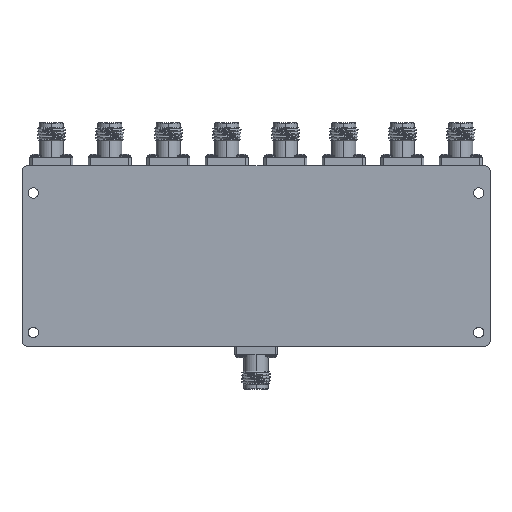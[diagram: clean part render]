
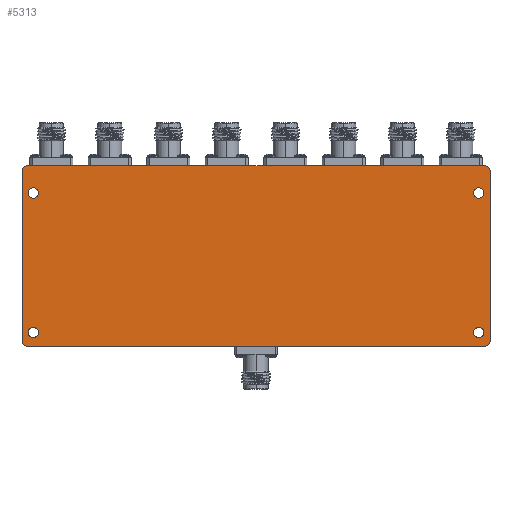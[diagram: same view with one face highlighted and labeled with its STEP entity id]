
A CAD part, front view. The second image highlights one B-rep face of the part: STEP entity #5313.
In plain terms, the highlighted planar face has unit normal (0, -1, 0).
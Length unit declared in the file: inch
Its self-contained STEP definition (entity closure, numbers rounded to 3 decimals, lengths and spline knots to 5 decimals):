
#1118 = CIRCLE ( 'NONE', #40939, 0.04528 ) ;
#1534 = AXIS2_PLACEMENT_3D ( 'NONE', #51686, #6747, #46770 ) ;
#1817 = CARTESIAN_POINT ( 'NONE',  ( -1.94882, -0.19685, -0.66929 ) ) ;
#1882 = EDGE_LOOP ( 'NONE', ( #49170, #36860 ) ) ;
#2605 = CARTESIAN_POINT ( 'NONE',  ( -2.04724, -0.19685, -0.74803 ) ) ;
#2665 = CARTESIAN_POINT ( 'NONE',  ( 1.94882, -0.19685, 0.50591 ) ) ;
#2727 = CARTESIAN_POINT ( 'NONE',  ( 2.04724, -0.19685, 0.74803 ) ) ;
#3303 = DIRECTION ( 'NONE',  ( 0., -1., 0. ) ) ;
#3524 = CARTESIAN_POINT ( 'NONE',  ( 1.94882, -0.19685, -0.66929 ) ) ;
#4268 = CARTESIAN_POINT ( 'NONE',  ( 1.94882, -0.19685, -0.62402 ) ) ;
#4309 = AXIS2_PLACEMENT_3D ( 'NONE', #9305, #43434, #18177 ) ;
#4318 = EDGE_CURVE ( 'NONE', #55570, #59302, #35424, .T. ) ;
#5147 = DIRECTION ( 'NONE',  ( 0., 1., 0. ) ) ;
#5313 = ADVANCED_FACE ( 'NONE', ( #58094, #7895, #13792, #64006, #34132 ), #28263, .T. ) ;
#5340 = DIRECTION ( 'NONE',  ( 0., 0., 1. ) ) ;
#5452 = VECTOR ( 'NONE', #60884, 39.37008 ) ;
#6420 = AXIS2_PLACEMENT_3D ( 'NONE', #49000, #49958, #5340 ) ;
#6715 = ORIENTED_EDGE ( 'NONE', *, *, #60940, .F. ) ;
#6747 = DIRECTION ( 'NONE',  ( 0., 1., 0. ) ) ;
#7301 = DIRECTION ( 'NONE',  ( 0., 0., 1. ) ) ;
#7677 = EDGE_LOOP ( 'NONE', ( #61303, #19274, #45110, #58634, #62802, #63953, #30618, #6715 ) ) ;
#7895 = FACE_BOUND ( 'NONE', #16207, .T. ) ;
#8175 = VERTEX_POINT ( 'NONE', #56997 ) ;
#8800 = CIRCLE ( 'NONE', #35041, 0.03937 ) ;
#8891 = ORIENTED_EDGE ( 'NONE', *, *, #25021, .T. ) ;
#9276 = EDGE_CURVE ( 'NONE', #24908, #11831, #40835, .T. ) ;
#9305 = CARTESIAN_POINT ( 'NONE',  ( 1.94882, -0.19685, 0.55118 ) ) ;
#10790 = EDGE_CURVE ( 'NONE', #57124, #40836, #61837, .T. ) ;
#11241 = DIRECTION ( 'NONE',  ( 0., 1., 0. ) ) ;
#11831 = VERTEX_POINT ( 'NONE', #2665 ) ;
#11881 = CARTESIAN_POINT ( 'NONE',  ( -2.00787, -0.19685, -0.74803 ) ) ;
#12737 = VERTEX_POINT ( 'NONE', #58929 ) ;
#12973 = CIRCLE ( 'NONE', #20339, 0.04528 ) ;
#13017 = EDGE_CURVE ( 'NONE', #11831, #24908, #32617, .T. ) ;
#13367 = DIRECTION ( 'NONE',  ( 0., 1., 0. ) ) ;
#13429 = DIRECTION ( 'NONE',  ( 0., 1., 0. ) ) ;
#13792 = FACE_OUTER_BOUND ( 'NONE', #7677, .T. ) ;
#14467 = ORIENTED_EDGE ( 'NONE', *, *, #62694, .T. ) ;
#15183 = CIRCLE ( 'NONE', #1534, 0.03937 ) ;
#15818 = ORIENTED_EDGE ( 'NONE', *, *, #40549, .T. ) ;
#16207 = EDGE_LOOP ( 'NONE', ( #64435, #15818 ) ) ;
#16498 = DIRECTION ( 'NONE',  ( 0., 0., 1. ) ) ;
#17067 = VERTEX_POINT ( 'NONE', #32170 ) ;
#17074 = CARTESIAN_POINT ( 'NONE',  ( -2.00787, -0.19685, 0.7874 ) ) ;
#17244 = DIRECTION ( 'NONE',  ( 0., 0., 1. ) ) ;
#17596 = EDGE_CURVE ( 'NONE', #8175, #55570, #36620, .T. ) ;
#17608 = AXIS2_PLACEMENT_3D ( 'NONE', #11881, #21746, #45694 ) ;
#17646 = DIRECTION ( 'NONE',  ( 0., 0., 1. ) ) ;
#17811 = DIRECTION ( 'NONE',  ( 0., 0., 1. ) ) ;
#17907 = VECTOR ( 'NONE', #30867, 39.37008 ) ;
#18177 = DIRECTION ( 'NONE',  ( 0., 0., 1. ) ) ;
#18360 = DIRECTION ( 'NONE',  ( 0., 0., 1. ) ) ;
#19274 = ORIENTED_EDGE ( 'NONE', *, *, #60695, .F. ) ;
#20339 = AXIS2_PLACEMENT_3D ( 'NONE', #49060, #45108, #40201 ) ;
#20679 = VERTEX_POINT ( 'NONE', #49066 ) ;
#21187 = DIRECTION ( 'NONE',  ( -1., 0., 0. ) ) ;
#21511 = DIRECTION ( 'NONE',  ( 0., 1., 0. ) ) ;
#21746 = DIRECTION ( 'NONE',  ( 0., 1., 0. ) ) ;
#21958 = CARTESIAN_POINT ( 'NONE',  ( -1.94882, -0.19685, -0.71457 ) ) ;
#24908 = VERTEX_POINT ( 'NONE', #38324 ) ;
#25021 = EDGE_CURVE ( 'NONE', #12737, #57399, #59500, .T. ) ;
#25620 = CARTESIAN_POINT ( 'NONE',  ( 2.00787, -0.19685, 0.7874 ) ) ;
#26113 = CARTESIAN_POINT ( 'NONE',  ( -2.00787, -0.19685, -0.7874 ) ) ;
#27537 = AXIS2_PLACEMENT_3D ( 'NONE', #3524, #13367, #17646 ) ;
#28263 = PLANE ( 'NONE',  #50109 ) ;
#28444 = EDGE_CURVE ( 'NONE', #17067, #49261, #15183, .T. ) ;
#29321 = CARTESIAN_POINT ( 'NONE',  ( -1.94882, -0.19685, -0.62402 ) ) ;
#30095 = CARTESIAN_POINT ( 'NONE',  ( 1.94882, -0.19685, -0.66929 ) ) ;
#30618 = ORIENTED_EDGE ( 'NONE', *, *, #39373, .F. ) ;
#30711 = EDGE_CURVE ( 'NONE', #52484, #8175, #8800, .T. ) ;
#30867 = DIRECTION ( 'NONE',  ( 1., 0., 0. ) ) ;
#31176 = AXIS2_PLACEMENT_3D ( 'NONE', #30095, #5147, #45169 ) ;
#31999 = LINE ( 'NONE', #52002, #5452 ) ;
#32170 = CARTESIAN_POINT ( 'NONE',  ( -2.04724, -0.19685, 0.74803 ) ) ;
#32617 = CIRCLE ( 'NONE', #4309, 0.04528 ) ;
#33545 = AXIS2_PLACEMENT_3D ( 'NONE', #1817, #21511, #17244 ) ;
#34057 = VECTOR ( 'NONE', #21187, 39.37008 ) ;
#34132 = FACE_BOUND ( 'NONE', #41980, .T. ) ;
#34306 = VERTEX_POINT ( 'NONE', #58588 ) ;
#34727 = CIRCLE ( 'NONE', #6420, 0.04528 ) ;
#35041 = AXIS2_PLACEMENT_3D ( 'NONE', #64944, #40007, #55404 ) ;
#35424 = CIRCLE ( 'NONE', #17608, 0.03937 ) ;
#35908 = EDGE_CURVE ( 'NONE', #37572, #52484, #31999, .T. ) ;
#36415 = ORIENTED_EDGE ( 'NONE', *, *, #36925, .T. ) ;
#36620 = LINE ( 'NONE', #26113, #34057 ) ;
#36860 = ORIENTED_EDGE ( 'NONE', *, *, #9276, .T. ) ;
#36925 = EDGE_CURVE ( 'NONE', #57399, #12737, #41138, .T. ) ;
#37572 = VERTEX_POINT ( 'NONE', #2727 ) ;
#38324 = CARTESIAN_POINT ( 'NONE',  ( 1.94882, -0.19685, 0.59646 ) ) ;
#39373 = EDGE_CURVE ( 'NONE', #50852, #37572, #41224, .T. ) ;
#40007 = DIRECTION ( 'NONE',  ( 0., 1., 0. ) ) ;
#40201 = DIRECTION ( 'NONE',  ( 0., 0., 1. ) ) ;
#40549 = EDGE_CURVE ( 'NONE', #40836, #57124, #12973, .T. ) ;
#40835 = CIRCLE ( 'NONE', #59735, 0.04528 ) ;
#40836 = VERTEX_POINT ( 'NONE', #29321 ) ;
#40939 = AXIS2_PLACEMENT_3D ( 'NONE', #56530, #11241, #7301 ) ;
#41138 = CIRCLE ( 'NONE', #27537, 0.04528 ) ;
#41224 = CIRCLE ( 'NONE', #42266, 0.03937 ) ;
#41270 = CARTESIAN_POINT ( 'NONE',  ( -2.00787, -0.19685, 0.7874 ) ) ;
#41980 = EDGE_LOOP ( 'NONE', ( #46563, #14467 ) ) ;
#42266 = AXIS2_PLACEMENT_3D ( 'NONE', #63107, #47994, #17811 ) ;
#43434 = DIRECTION ( 'NONE',  ( 0., 1., 0. ) ) ;
#45108 = DIRECTION ( 'NONE',  ( 0., 1., 0. ) ) ;
#45110 = ORIENTED_EDGE ( 'NONE', *, *, #4318, .F. ) ;
#45169 = DIRECTION ( 'NONE',  ( 0., 0., 1. ) ) ;
#45694 = DIRECTION ( 'NONE',  ( 0., 0., 1. ) ) ;
#45976 = CARTESIAN_POINT ( 'NONE',  ( -2.00787, -0.19685, -0.7874 ) ) ;
#46563 = ORIENTED_EDGE ( 'NONE', *, *, #60603, .T. ) ;
#46770 = DIRECTION ( 'NONE',  ( 0., 0., -1. ) ) ;
#47320 = CARTESIAN_POINT ( 'NONE',  ( -2.04724, -0.19685, 0.74803 ) ) ;
#47994 = DIRECTION ( 'NONE',  ( 0., 1., 0. ) ) ;
#49000 = CARTESIAN_POINT ( 'NONE',  ( -1.94882, -0.19685, 0.55118 ) ) ;
#49060 = CARTESIAN_POINT ( 'NONE',  ( -1.94882, -0.19685, -0.66929 ) ) ;
#49066 = CARTESIAN_POINT ( 'NONE',  ( -1.94882, -0.19685, 0.59646 ) ) ;
#49170 = ORIENTED_EDGE ( 'NONE', *, *, #13017, .T. ) ;
#49261 = VERTEX_POINT ( 'NONE', #41270 ) ;
#49958 = DIRECTION ( 'NONE',  ( 0., 1., 0. ) ) ;
#50109 = AXIS2_PLACEMENT_3D ( 'NONE', #63033, #3303, #63683 ) ;
#50852 = VERTEX_POINT ( 'NONE', #25620 ) ;
#51686 = CARTESIAN_POINT ( 'NONE',  ( -2.00787, -0.19685, 0.74803 ) ) ;
#52002 = CARTESIAN_POINT ( 'NONE',  ( 2.04724, -0.19685, 0.74803 ) ) ;
#52484 = VERTEX_POINT ( 'NONE', #53342 ) ;
#53342 = CARTESIAN_POINT ( 'NONE',  ( 2.04724, -0.19685, -0.74803 ) ) ;
#55404 = DIRECTION ( 'NONE',  ( 0., 0., -1. ) ) ;
#55570 = VERTEX_POINT ( 'NONE', #45976 ) ;
#56530 = CARTESIAN_POINT ( 'NONE',  ( -1.94882, -0.19685, 0.55118 ) ) ;
#56997 = CARTESIAN_POINT ( 'NONE',  ( 2.00787, -0.19685, -0.7874 ) ) ;
#57124 = VERTEX_POINT ( 'NONE', #21958 ) ;
#57399 = VERTEX_POINT ( 'NONE', #4268 ) ;
#58094 = FACE_BOUND ( 'NONE', #1882, .T. ) ;
#58391 = CARTESIAN_POINT ( 'NONE',  ( 1.94882, -0.19685, 0.55118 ) ) ;
#58588 = CARTESIAN_POINT ( 'NONE',  ( -1.94882, -0.19685, 0.50591 ) ) ;
#58634 = ORIENTED_EDGE ( 'NONE', *, *, #17596, .F. ) ;
#58782 = EDGE_LOOP ( 'NONE', ( #8891, #36415 ) ) ;
#58900 = VECTOR ( 'NONE', #16498, 39.37008 ) ;
#58929 = CARTESIAN_POINT ( 'NONE',  ( 1.94882, -0.19685, -0.71457 ) ) ;
#59302 = VERTEX_POINT ( 'NONE', #2605 ) ;
#59500 = CIRCLE ( 'NONE', #31176, 0.04528 ) ;
#59735 = AXIS2_PLACEMENT_3D ( 'NONE', #58391, #13429, #18360 ) ;
#60603 = EDGE_CURVE ( 'NONE', #34306, #20679, #1118, .T. ) ;
#60695 = EDGE_CURVE ( 'NONE', #59302, #17067, #61458, .T. ) ;
#60884 = DIRECTION ( 'NONE',  ( 0., 0., -1. ) ) ;
#60940 = EDGE_CURVE ( 'NONE', #49261, #50852, #62033, .T. ) ;
#61303 = ORIENTED_EDGE ( 'NONE', *, *, #28444, .F. ) ;
#61458 = LINE ( 'NONE', #47320, #58900 ) ;
#61837 = CIRCLE ( 'NONE', #33545, 0.04528 ) ;
#62033 = LINE ( 'NONE', #17074, #17907 ) ;
#62694 = EDGE_CURVE ( 'NONE', #20679, #34306, #34727, .T. ) ;
#62802 = ORIENTED_EDGE ( 'NONE', *, *, #30711, .F. ) ;
#63033 = CARTESIAN_POINT ( 'NONE',  ( -2.00787, -0.19685, 0.74803 ) ) ;
#63107 = CARTESIAN_POINT ( 'NONE',  ( 2.00787, -0.19685, 0.74803 ) ) ;
#63683 = DIRECTION ( 'NONE',  ( 0., 0., -1. ) ) ;
#63953 = ORIENTED_EDGE ( 'NONE', *, *, #35908, .F. ) ;
#64006 = FACE_BOUND ( 'NONE', #58782, .T. ) ;
#64435 = ORIENTED_EDGE ( 'NONE', *, *, #10790, .T. ) ;
#64944 = CARTESIAN_POINT ( 'NONE',  ( 2.00787, -0.19685, -0.74803 ) ) ;
